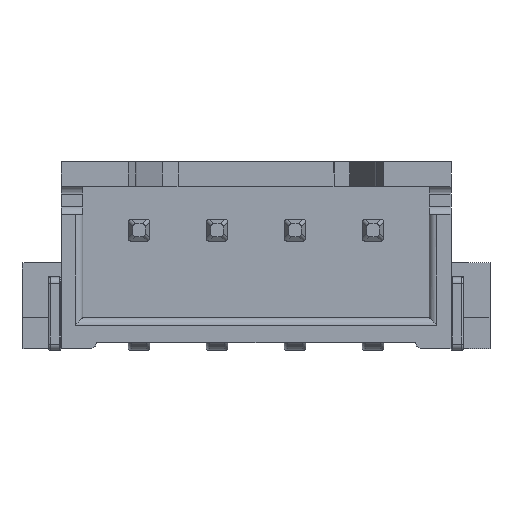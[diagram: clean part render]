
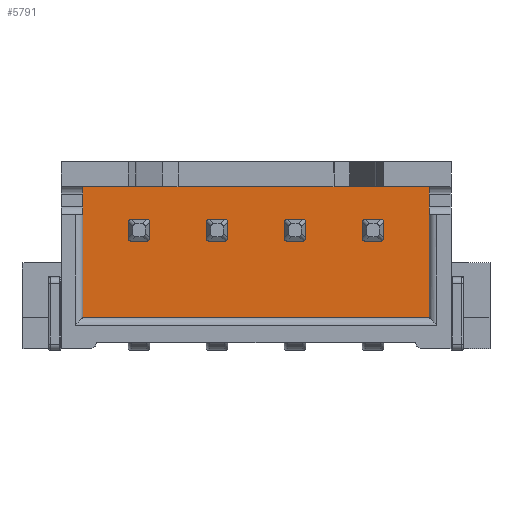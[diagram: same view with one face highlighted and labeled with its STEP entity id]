
A CAD part, front view. The second image highlights one B-rep face of the part: STEP entity #5791.
In plain terms, the highlighted planar face has unit normal (0, -1, 0).
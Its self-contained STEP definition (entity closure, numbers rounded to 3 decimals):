
#408 = DIRECTION ( 'NONE',  ( 1., 0., 0. ) ) ;
#852 = VECTOR ( 'NONE', #3737, 1000. ) ;
#1324 = VECTOR ( 'NONE', #17082, 1000. ) ;
#2938 = CARTESIAN_POINT ( 'NONE',  ( 5.55, 1., 1.05 ) ) ;
#3737 = DIRECTION ( 'NONE',  ( -1., 0., 0. ) ) ;
#4557 = FACE_OUTER_BOUND ( 'NONE', #7715, .T. ) ;
#5021 = DIRECTION ( 'NONE',  ( 0., 0., -1. ) ) ;
#5791 = ADVANCED_FACE ( 'NONE', ( #4557 ), #7403, .T. ) ;
#5971 = LINE ( 'NONE', #8371, #852 ) ;
#6549 = ORIENTED_EDGE ( 'NONE', *, *, #6674, .T. ) ;
#6674 = EDGE_CURVE ( 'NONE', #8538, #25402, #5971, .T. ) ;
#7403 = PLANE ( 'NONE',  #19169 ) ;
#7409 = LINE ( 'NONE', #12916, #1324 ) ;
#7715 = EDGE_LOOP ( 'NONE', ( #19621, #6549, #17726, #28886 ) ) ;
#8371 = CARTESIAN_POINT ( 'NONE',  ( -5.55, 1., 5.25 ) ) ;
#8520 = EDGE_CURVE ( 'NONE', #18354, #28313, #27184, .T. ) ;
#8538 = VERTEX_POINT ( 'NONE', #19799 ) ;
#10599 = EDGE_CURVE ( 'NONE', #28313, #8538, #29143, .T. ) ;
#11524 = CARTESIAN_POINT ( 'NONE',  ( -5.55, 1., 5.25 ) ) ;
#12808 = DIRECTION ( 'NONE',  ( 0., -1., 0. ) ) ;
#12916 = CARTESIAN_POINT ( 'NONE',  ( -5.55, 1., 5.25 ) ) ;
#15138 = CARTESIAN_POINT ( 'NONE',  ( -5.55, 1., 1.05 ) ) ;
#16607 = VECTOR ( 'NONE', #24250, 1000. ) ;
#17082 = DIRECTION ( 'NONE',  ( 0., 0., -1. ) ) ;
#17356 = EDGE_CURVE ( 'NONE', #25402, #18354, #7409, .T. ) ;
#17726 = ORIENTED_EDGE ( 'NONE', *, *, #17356, .T. ) ;
#18354 = VERTEX_POINT ( 'NONE', #26720 ) ;
#19169 = AXIS2_PLACEMENT_3D ( 'NONE', #25013, #12808, #5021 ) ;
#19621 = ORIENTED_EDGE ( 'NONE', *, *, #10599, .T. ) ;
#19799 = CARTESIAN_POINT ( 'NONE',  ( 5.55, 1., 5.25 ) ) ;
#24250 = DIRECTION ( 'NONE',  ( 0., 0., 1. ) ) ;
#25013 = CARTESIAN_POINT ( 'NONE',  ( 0., 1., 0. ) ) ;
#25402 = VERTEX_POINT ( 'NONE', #11524 ) ;
#25735 = VECTOR ( 'NONE', #408, 1000. ) ;
#26720 = CARTESIAN_POINT ( 'NONE',  ( -5.55, 1., 1.05 ) ) ;
#27184 = LINE ( 'NONE', #15138, #25735 ) ;
#28313 = VERTEX_POINT ( 'NONE', #2938 ) ;
#28886 = ORIENTED_EDGE ( 'NONE', *, *, #8520, .T. ) ;
#29143 = LINE ( 'NONE', #30629, #16607 ) ;
#30629 = CARTESIAN_POINT ( 'NONE',  ( 5.55, 1., 5.25 ) ) ;
